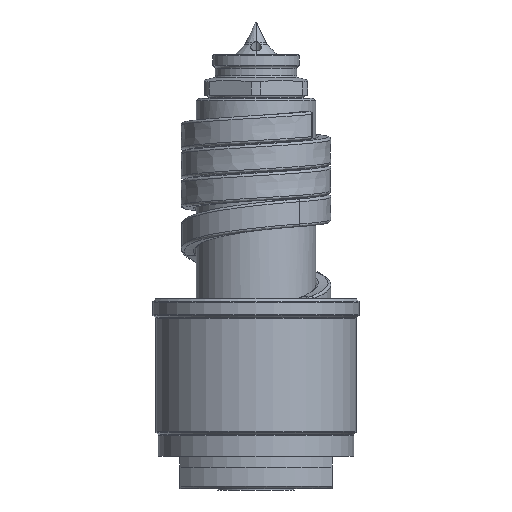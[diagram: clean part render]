
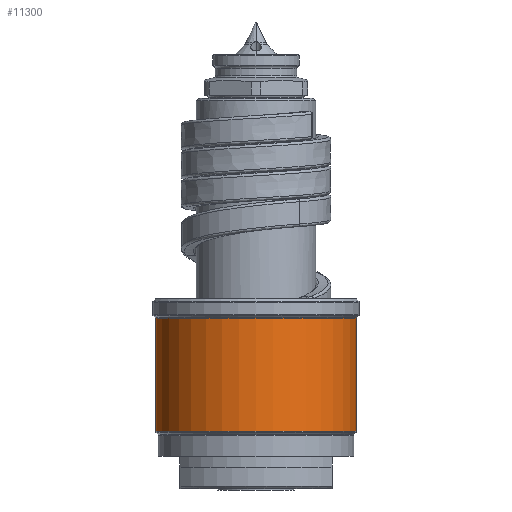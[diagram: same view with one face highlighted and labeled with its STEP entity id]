
A CAD part, front view. The second image highlights one B-rep face of the part: STEP entity #11300.
In plain terms, the highlighted cylindrical face has radius 18.5 mm (diameter 37 mm), a partial arc.
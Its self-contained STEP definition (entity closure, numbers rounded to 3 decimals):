
#3905=CARTESIAN_POINT('',(0.,0.,10.583));
#3906=DIRECTION('',(0.,0.,1.));
#3907=DIRECTION('',(-1.,0.,0.));
#3908=AXIS2_PLACEMENT_3D('',#3905,#3906,#3907);
#3910=DIRECTION('',(0.,0.,-1.));
#3911=VECTOR('',#3910,20.834);
#3912=CARTESIAN_POINT('',(-18.5,0.,31.417));
#3913=LINE('',#3912,#3911);
#3914=CARTESIAN_POINT('',(0.,0.,31.417));
#3915=DIRECTION('',(0.,0.,1.));
#3916=DIRECTION('',(-1.,0.,0.));
#3917=AXIS2_PLACEMENT_3D('',#3914,#3915,#3916);
#3919=DIRECTION('',(0.,0.,-1.));
#3920=VECTOR('',#3919,20.834);
#3921=CARTESIAN_POINT('',(18.5,0.,31.417));
#3922=LINE('',#3921,#3920);
#5697=CARTESIAN_POINT('',(18.5,0.,31.417));
#5698=CARTESIAN_POINT('',(-18.5,0.,31.417));
#5699=VERTEX_POINT('',#5697);
#5700=VERTEX_POINT('',#5698);
#5723=CARTESIAN_POINT('',(18.5,0.,10.583));
#5724=VERTEX_POINT('',#5723);
#5725=CARTESIAN_POINT('',(-18.5,0.,10.583));
#5726=VERTEX_POINT('',#5725);
#11288=CARTESIAN_POINT('',(0.,0.,8.75));
#11289=DIRECTION('',(0.,0.,1.));
#11290=DIRECTION('',(-1.,0.,0.));
#11291=AXIS2_PLACEMENT_3D('',#11288,#11289,#11290);
#11292=CYLINDRICAL_SURFACE('',#11291,18.5);
#11293=ORIENTED_EDGE('',*,*,#9339,.F.);
#11294=ORIENTED_EDGE('',*,*,#9320,.F.);
#11296=ORIENTED_EDGE('',*,*,#11295,.T.);
#11297=ORIENTED_EDGE('',*,*,#9316,.T.);
#11298=EDGE_LOOP('',(#11293,#11294,#11296,#11297));
#11299=FACE_OUTER_BOUND('',#11298,.F.);
#3909=CIRCLE('',#3908,18.5);
#3918=CIRCLE('',#3917,18.5);
#9316=EDGE_CURVE('',#5699,#5724,#3922,.T.);
#9320=EDGE_CURVE('',#5700,#5726,#3913,.T.);
#9339=EDGE_CURVE('',#5726,#5724,#3909,.T.);
#11295=EDGE_CURVE('',#5700,#5699,#3918,.T.);
#11300=ADVANCED_FACE('',(#11299),#11292,.T.);
